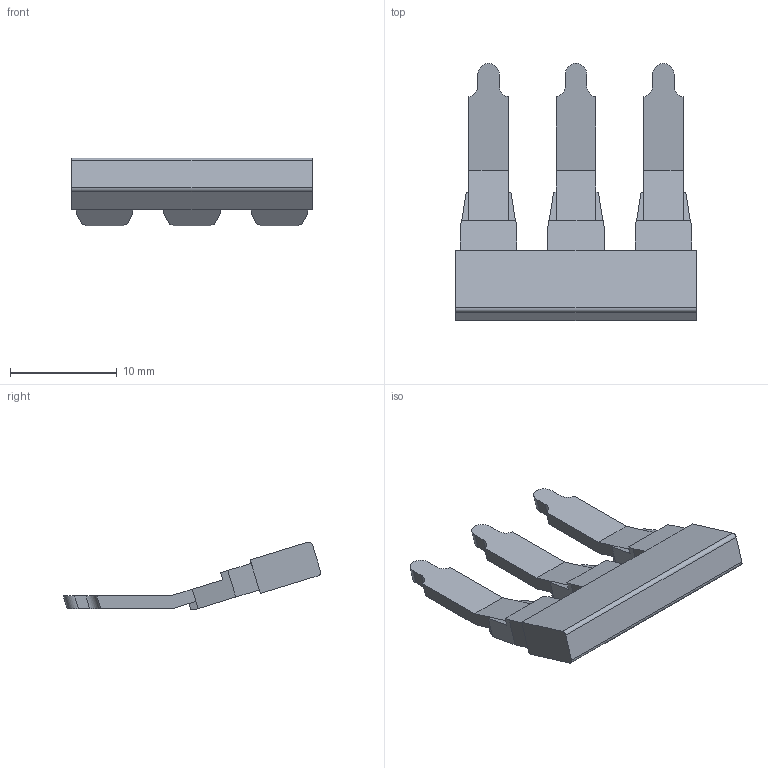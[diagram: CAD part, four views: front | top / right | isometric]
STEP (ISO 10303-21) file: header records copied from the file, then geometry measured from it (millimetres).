
FILE_DESCRIPTION(('Creo Elements/Direct Modeling STEP Export'),'2;1');
FILE_NAME('model.stp','2021-03-01T 8:58:41',(''),(''),'Creo Elements/Direct Modeling STEP processor for AP214 (Solid Model)','Creo Elements/Direct Modeling 20.1D 10-Oct-2020 (C) Parametric Technology GmbH','');
FILE_SCHEMA(('AUTOMOTIVE_DESIGN { 1 0 10303 214 1 1 1 1 }'));
Length unit declared in the file: millimetre
Products named in the file (2): EB_3_8_OG-select
Assembly tree (1 placements, depth 2):
  EB_3_8_OG-select
    EB_3_8_OG-select
Bounding box: 22.6 x 24.14 x 6.37 mm (x, y, z)
Volume: 797.3 mm3; surface area: 1027.7 mm2
Topology: 1 solids, 1 shells, 86 faces, 233 edges, 152 vertices
Faces by surface type: plane 72, cylinder 14
Entity records: 3336 total; most frequent: ORIENTED_EDGE 466, CARTESIAN_POINT 459, DIRECTION 417, EDGE_CURVE 233, VECTOR 197, LINE 197, VERTEX_POINT 152, AXIS2_PLACEMENT_3D 110
